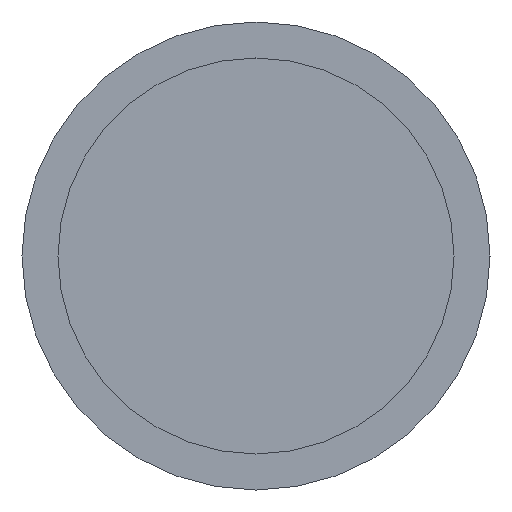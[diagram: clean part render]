
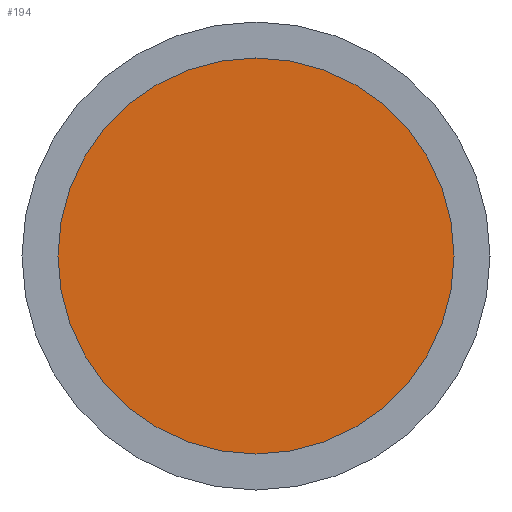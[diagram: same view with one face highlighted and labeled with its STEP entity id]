
A CAD part, left-side view. The second image highlights one B-rep face of the part: STEP entity #194.
In plain terms, the highlighted planar face has unit normal (-1, 0, 0).
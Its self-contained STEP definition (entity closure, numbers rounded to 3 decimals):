
#5 = CARTESIAN_POINT ( 'NONE',  ( -8., 0., 0. ) ) ;
#6 = DIRECTION ( 'NONE',  ( 1., 0., 0. ) ) ;
#29 = CIRCLE ( 'NONE', #333, 2.75 ) ;
#31 = CARTESIAN_POINT ( 'NONE',  ( -8., 0., -2.75 ) ) ;
#65 = EDGE_CURVE ( 'NONE', #121, #189, #164, .T. ) ;
#66 = DIRECTION ( 'NONE',  ( -1., 0., 0. ) ) ;
#79 = CARTESIAN_POINT ( 'NONE',  ( -8., 0., 2.75 ) ) ;
#82 = DIRECTION ( 'NONE',  ( 0., 0., -1. ) ) ;
#112 = CARTESIAN_POINT ( 'NONE',  ( -8., 0., 0. ) ) ;
#121 = VERTEX_POINT ( 'NONE', #79 ) ;
#164 = CIRCLE ( 'NONE', #251, 2.75 ) ;
#167 = PLANE ( 'NONE',  #275 ) ;
#189 = VERTEX_POINT ( 'NONE', #31 ) ;
#194 = ADVANCED_FACE ( 'NONE', ( #250 ), #167, .F. ) ;
#205 = CARTESIAN_POINT ( 'NONE',  ( -8., 0., 0. ) ) ;
#237 = ORIENTED_EDGE ( 'NONE', *, *, #337, .T. ) ;
#250 = FACE_OUTER_BOUND ( 'NONE', #328, .T. ) ;
#251 = AXIS2_PLACEMENT_3D ( 'NONE', #112, #297, #332 ) ;
#254 = ORIENTED_EDGE ( 'NONE', *, *, #65, .T. ) ;
#275 = AXIS2_PLACEMENT_3D ( 'NONE', #5, #6, #82 ) ;
#285 = DIRECTION ( 'NONE',  ( 0., 0., 1. ) ) ;
#297 = DIRECTION ( 'NONE',  ( -1., 0., 0. ) ) ;
#328 = EDGE_LOOP ( 'NONE', ( #254, #237 ) ) ;
#332 = DIRECTION ( 'NONE',  ( 0., 0., 1. ) ) ;
#333 = AXIS2_PLACEMENT_3D ( 'NONE', #205, #66, #285 ) ;
#337 = EDGE_CURVE ( 'NONE', #189, #121, #29, .T. ) ;
